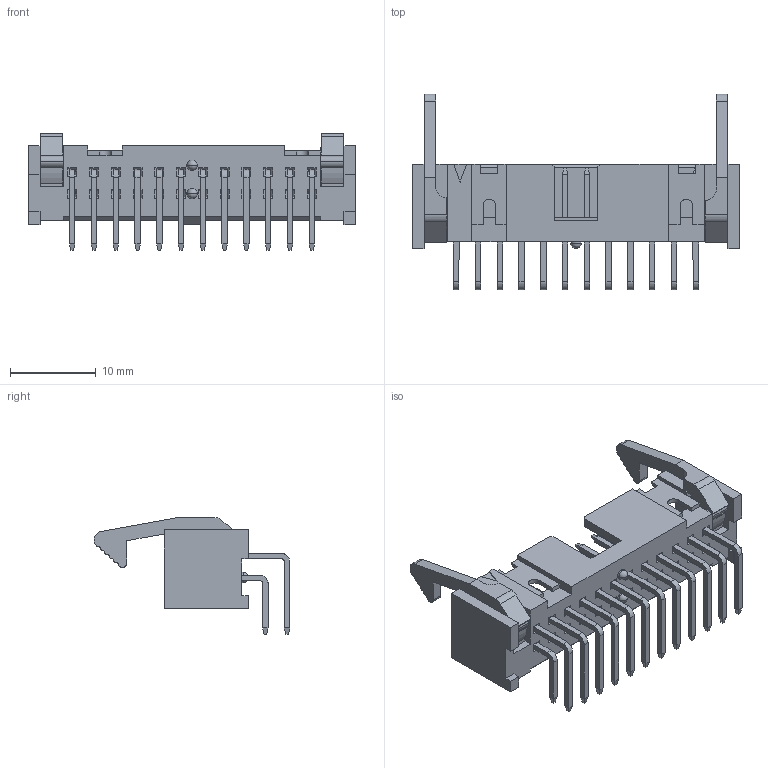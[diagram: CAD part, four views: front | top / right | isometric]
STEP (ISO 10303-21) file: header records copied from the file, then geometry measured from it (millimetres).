
FILE_DESCRIPTION( ('This file contains a STEP AP42 implementation' ,'as created by ZW3D STEP Interface translator.') ,'2;1' );
FILE_NAME( '3211-XXRXXBSX1.stp' ,'231129.165410', (''), ('ZWCAD Software Co.'), 'Version 1.0', 'ZW3D to STEP translator', '' );
FILE_SCHEMA(('AUTOMOTIVE_DESIGN { 1 0 10303 214 1 1 1 1 }'));
Length unit declared in the file: millimetre
Products named in the file (2): 0; 3211-24RXXBSA1
Bounding box: 38.1 x 22.82 x 13.62 mm (x, y, z)
Volume: 1697.4 mm3; surface area: 3447.7 mm2
Topology: 1 solids, 1 shells, 911 faces, 2401 edges, 1526 vertices
Faces by surface type: plane 795, cylinder 64, bspline 48, sphere 4
Entity records: 38487 total; most frequent: CARTESIAN_POINT 19498, ORIENTED_EDGE 4794, EDGE_CURVE 2397, B_SPLINE_CURVE_WITH_KNOTS 2081, DIRECTION 2046, VERTEX_POINT 1526, EDGE_LOOP 965, FACE_OUTER_BOUND 911
